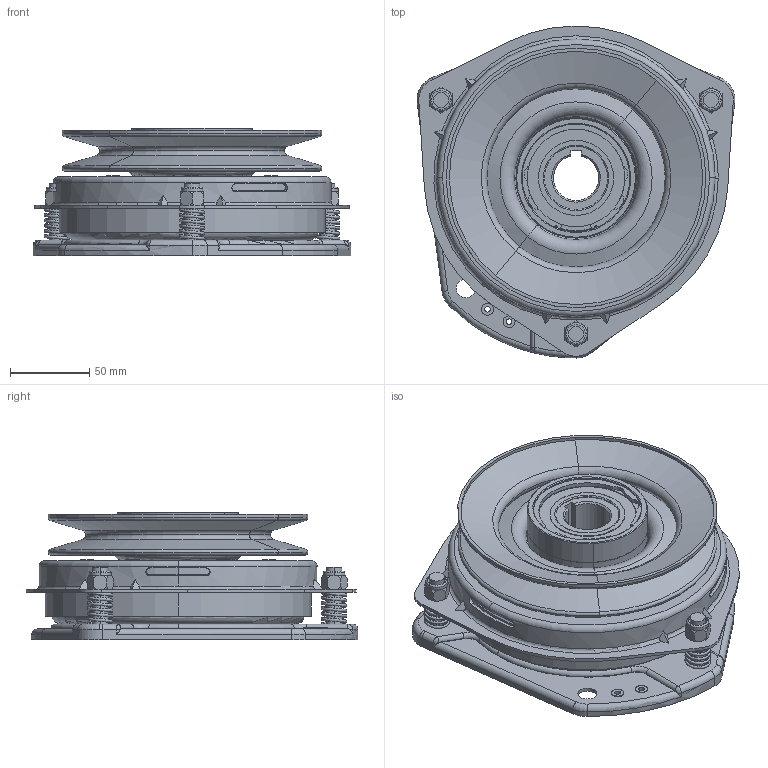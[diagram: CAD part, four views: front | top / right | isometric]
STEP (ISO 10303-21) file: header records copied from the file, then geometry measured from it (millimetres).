
FILE_DESCRIPTION (( 'STEP AP203' ), '1' );
FILE_NAME ('53569000_MGCL&BR.STEP', '2016-08-30T08:03:40', ( '' ), ( '' ), 'SwSTEP 2.0', 'SolidWorks 2014', '' );
FILE_SCHEMA (( 'CONFIG_CONTROL_DESIGN' ));
Length unit declared in the file: millimetre
Products named in the file (1): 53569000_MGCL&BR
Bounding box: 200.79 x 209.6 x 80.7 mm (x, y, z)
Volume: 1135866.8 mm3; surface area: 290518.6 mm2
Topology: 1 solids, 19 shells, 1001 faces, 2475 edges, 1571 vertices
Faces by surface type: cylinder 395, plane 329, torus 131, cone 92, sphere 36, bspline 18
Entity records: 35835 total; most frequent: CARTESIAN_POINT 11300, DIRECTION 5522, ORIENTED_EDGE 4942, EDGE_CURVE 2471, AXIS2_PLACEMENT_3D 2291, VERTEX_POINT 1569, CIRCLE 1307, EDGE_LOOP 1160
